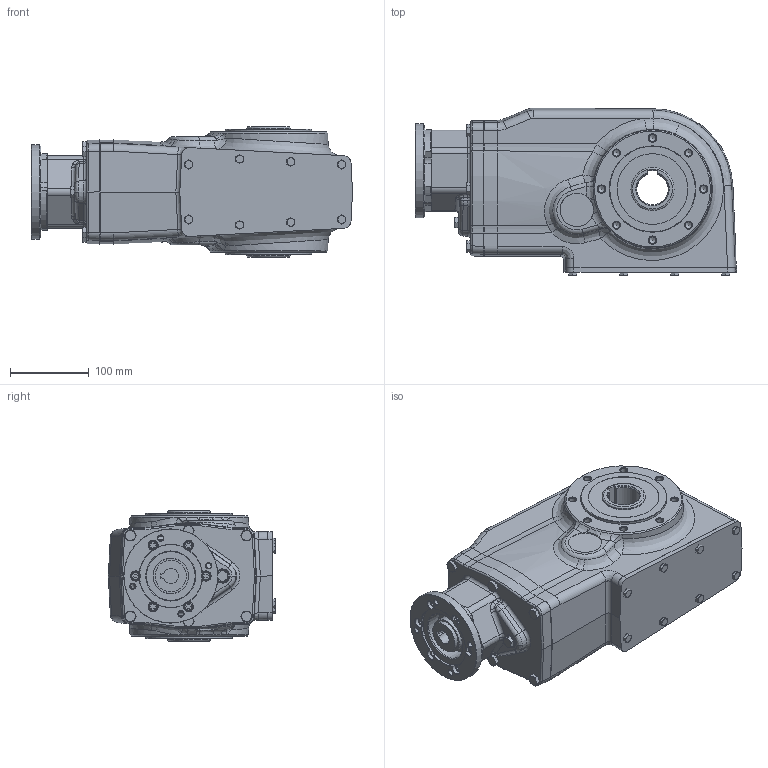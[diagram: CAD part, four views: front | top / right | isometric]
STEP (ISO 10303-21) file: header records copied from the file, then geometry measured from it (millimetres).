
FILE_DESCRIPTION(/* description */ ('Unknown'),/* implementation_level */ '2;1');
FILE_NAME(/* name */ '_P_X73N_I_xxx_-F_FB_N_-R_B3_-D_',/* time_stamp */ '2025-09-24T10:50:15+02:00',/* author */ ('Unknown'),/* organization */ ('Unknown'),/* preprocessor_version */ 'ST-DEVELOPER v18.104',/* originating_system */ 'Solid Edge',/* authorisation */ 'Unknown');
FILE_SCHEMA (('AUTOMOTIVE_DESIGN {1 0 10303 214 3 1 1}'));
Length unit declared in the file: millimetre
Products named in the file (4): _P_X73N_I_xxx_-F_FB_N_-R_B3_-D_; _B_X73N_I_xxx_-F_FB_N_; I854046; C505093P
Assembly tree (3 placements, depth 2):
  _P_X73N_I_xxx_-F_FB_N_-R_B3_-D_
    _B_X73N_I_xxx_-F_FB_N_
    I854046
    C505093P
Bounding box: 408.9 x 213.19 x 166 mm (x, y, z)
Volume: 8384058.7 mm3; surface area: 354054 mm2
Topology: 3 solids, 11 shells, 870 faces, 2026 edges, 1255 vertices
Faces by surface type: plane 323, cylinder 229, cone 171, bspline 88, torus 59
Full cylindrical faces by diameter (mm): 2.6 x1, 4.917 x12, 6 x14, 7 x18, 8.376 x32, 8.9 x8, 10 x6, 11.6 x6, 12 x6, 16.662 x1, 18 x2, 29 x1, 40 x1, 42.5 x2, 45 x2, 55 x2, 62 x1, 75 x3, 79.78 x1, 79.8 x1, 90 x2, 110 x2, 120 x1
Entity records: 30703 total; most frequent: CARTESIAN_POINT 6698, DIRECTION 3654, ORIENTED_EDGE 3434, EDGE_CURVE 1717, AXIS2_PLACEMENT_3D 1519, FACE_BOUND 1215, EDGE_LOOP 1199, VERTEX_POINT 1184
